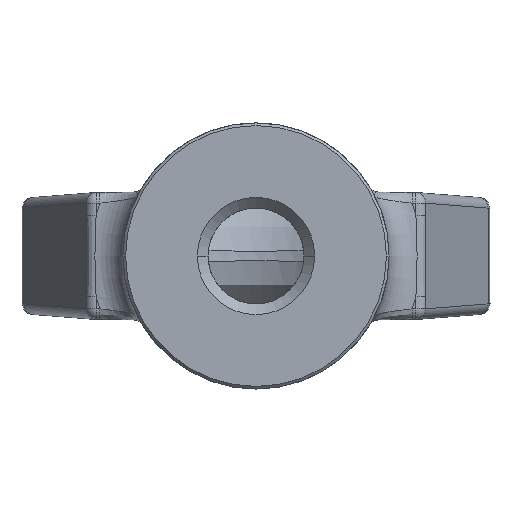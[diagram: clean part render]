
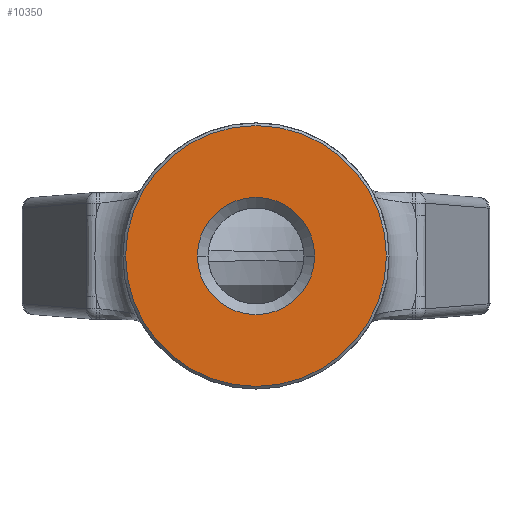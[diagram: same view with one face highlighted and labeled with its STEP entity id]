
A CAD part, front view. The second image highlights one B-rep face of the part: STEP entity #10350.
In plain terms, the highlighted planar face has unit normal (0, -1, 0).
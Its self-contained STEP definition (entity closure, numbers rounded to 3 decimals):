
#2121=CARTESIAN_POINT('',(0.,-86.,0.));
#2122=DIRECTION('',(0.,-1.,0.));
#2123=DIRECTION('',(-1.,0.,0.));
#2124=AXIS2_PLACEMENT_3D('',#2121,#2122,#2123);
#2126=CARTESIAN_POINT('',(0.,-86.,0.));
#2127=DIRECTION('',(0.,1.,0.));
#2128=DIRECTION('',(-1.,0.,0.));
#2129=AXIS2_PLACEMENT_3D('',#2126,#2127,#2128);
#2131=CARTESIAN_POINT('',(0.,-86.,0.));
#2132=DIRECTION('',(0.,-1.,0.));
#2133=DIRECTION('',(-1.,0.,0.));
#2134=AXIS2_PLACEMENT_3D('',#2131,#2132,#2133);
#2136=CARTESIAN_POINT('',(0.,-86.,0.));
#2137=DIRECTION('',(0.,-1.,0.));
#2138=DIRECTION('',(1.,0.,0.));
#2139=AXIS2_PLACEMENT_3D('',#2136,#2137,#2138);
#6728=CARTESIAN_POINT('',(-49.,-86.,0.));
#6729=VERTEX_POINT('',#6728);
#6730=CARTESIAN_POINT('',(49.,-86.,0.));
#6731=VERTEX_POINT('',#6730);
#6736=CARTESIAN_POINT('',(-22.,-86.,0.));
#6737=CARTESIAN_POINT('',(22.,-86.,0.));
#6738=VERTEX_POINT('',#6736);
#6739=VERTEX_POINT('',#6737);
#10334=CARTESIAN_POINT('',(0.,-86.,0.));
#10335=DIRECTION('',(0.,1.,0.));
#10336=DIRECTION('',(1.,0.,0.));
#10337=AXIS2_PLACEMENT_3D('',#10334,#10335,#10336);
#10338=PLANE('',#10337);
#10340=ORIENTED_EDGE('',*,*,#10339,.F.);
#10342=ORIENTED_EDGE('',*,*,#10341,.T.);
#10343=EDGE_LOOP('',(#10340,#10342));
#10344=FACE_OUTER_BOUND('',#10343,.F.);
#10346=ORIENTED_EDGE('',*,*,#10345,.T.);
#10347=ORIENTED_EDGE('',*,*,#10324,.T.);
#10348=EDGE_LOOP('',(#10346,#10347));
#10349=FACE_BOUND('',#10348,.F.);
#10350=ADVANCED_FACE('',(#10344,#10349),#10338,.F.);
#2125=CIRCLE('',#2124,49.);
#2130=CIRCLE('',#2129,49.);
#2135=CIRCLE('',#2134,22.);
#2140=CIRCLE('',#2139,22.);
#10324=EDGE_CURVE('',#6739,#6738,#2140,.T.);
#10339=EDGE_CURVE('',#6729,#6731,#2125,.T.);
#10341=EDGE_CURVE('',#6729,#6731,#2130,.T.);
#10345=EDGE_CURVE('',#6738,#6739,#2135,.T.);
